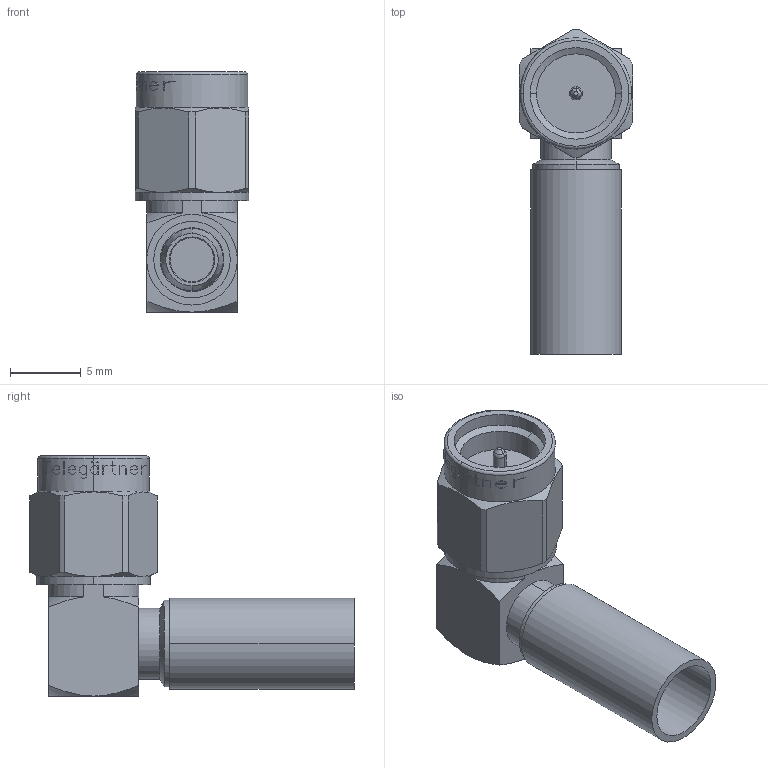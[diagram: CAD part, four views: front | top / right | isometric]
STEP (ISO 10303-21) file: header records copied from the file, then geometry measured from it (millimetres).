
FILE_DESCRIPTION (( 'STEP AP214' ), '1' );
FILE_NAME ('J01150A0091.STEP', '2013-01-10T07:53:48', ( 'Wartung1' ), ( '' ), 'SwSTEP 2.0', 'SolidWorks 2012', '' );
FILE_SCHEMA (( 'AUTOMOTIVE_DESIGN' ));
Length unit declared in the file: millimetre
Products named in the file (1): J01150A0091
Bounding box: 8 x 22.87 x 16.95 mm (x, y, z)
Volume: 999.2 mm3; surface area: 1166.5 mm2
Topology: 1 solids, 1 shells, 378 faces, 1009 edges, 662 vertices
Faces by surface type: plane 288, cylinder 58, cone 28, torus 4
Entity records: 15953 total; most frequent: CARTESIAN_POINT 3210, ORIENTED_EDGE 2018, DIRECTION 1619, EDGE_CURVE 1009, VERTEX_POINT 662, AXIS2_PLACEMENT_3D 591, LINE 437, VECTOR 437
